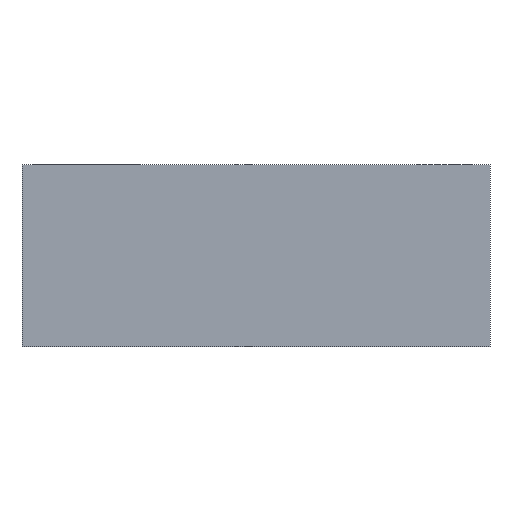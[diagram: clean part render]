
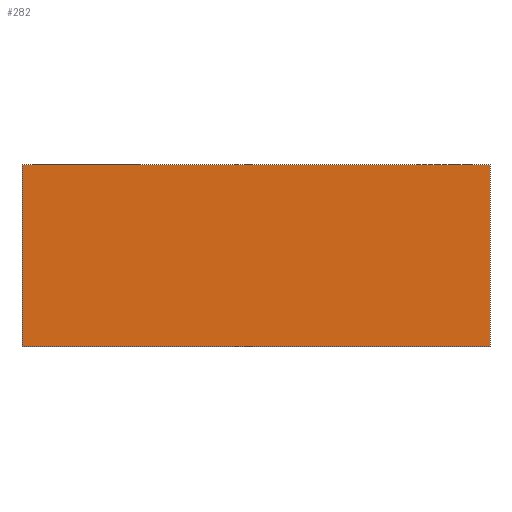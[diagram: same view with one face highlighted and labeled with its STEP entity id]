
A CAD part, front view. The second image highlights one B-rep face of the part: STEP entity #282.
In plain terms, the highlighted planar face has unit normal (0, -1, 0).
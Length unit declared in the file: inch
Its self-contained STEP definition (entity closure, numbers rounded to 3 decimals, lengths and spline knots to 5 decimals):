
#282 = ADVANCED_FACE( '', ( #651 ), #652, .F. );
#651 = FACE_OUTER_BOUND( '', #1128, .T. );
#652 = PLANE( '', #1129 );
#1128 = EDGE_LOOP( '', ( #1944, #1945, #1946, #1947 ) );
#1129 = AXIS2_PLACEMENT_3D( '', #1948, #1949, #1950 );
#1944 = ORIENTED_EDGE( '', *, *, #2781, .T. );
#1945 = ORIENTED_EDGE( '', *, *, #2957, .F. );
#1946 = ORIENTED_EDGE( '', *, *, #2786, .F. );
#1947 = ORIENTED_EDGE( '', *, *, #2958, .T. );
#1948 = CARTESIAN_POINT( '', ( 4.5, 0., 1.75 ) );
#1949 = DIRECTION( '', ( 0., 1., 0. ) );
#1950 = DIRECTION( '', ( 0., 0., 1. ) );
#2781 = EDGE_CURVE( '', #3353, #3351, #3354, .T. );
#2786 = EDGE_CURVE( '', #3360, #3362, #3363, .T. );
#2957 = EDGE_CURVE( '', #3362, #3351, #3638, .T. );
#2958 = EDGE_CURVE( '', #3360, #3353, #3639, .T. );
#3351 = VERTEX_POINT( '', #4143 );
#3353 = VERTEX_POINT( '', #4146 );
#3354 = LINE( '', #4147, #4148 );
#3360 = VERTEX_POINT( '', #4156 );
#3362 = VERTEX_POINT( '', #4159 );
#3363 = LINE( '', #4160, #4161 );
#3638 = LINE( '', #4527, #4528 );
#3639 = LINE( '', #4529, #4530 );
#4143 = CARTESIAN_POINT( '', ( 0., 0., 0. ) );
#4146 = CARTESIAN_POINT( '', ( 0., 0., 1.75 ) );
#4147 = CARTESIAN_POINT( '', ( 0., 0., 1.75 ) );
#4148 = VECTOR( '', #4981, 39.37008 );
#4156 = CARTESIAN_POINT( '', ( 4.5, 0., 1.75 ) );
#4159 = CARTESIAN_POINT( '', ( 4.5, 0., 0. ) );
#4160 = CARTESIAN_POINT( '', ( 4.5, 0., 1.75 ) );
#4161 = VECTOR( '', #4985, 39.37008 );
#4527 = CARTESIAN_POINT( '', ( 4.5, 0., 0. ) );
#4528 = VECTOR( '', #5215, 39.37008 );
#4529 = CARTESIAN_POINT( '', ( 4.5, 0., 1.75 ) );
#4530 = VECTOR( '', #5216, 39.37008 );
#4981 = DIRECTION( '', ( 0., 0., -1. ) );
#4985 = DIRECTION( '', ( 0., 0., -1. ) );
#5215 = DIRECTION( '', ( -1., 0., 0. ) );
#5216 = DIRECTION( '', ( -1., 0., 0. ) );
